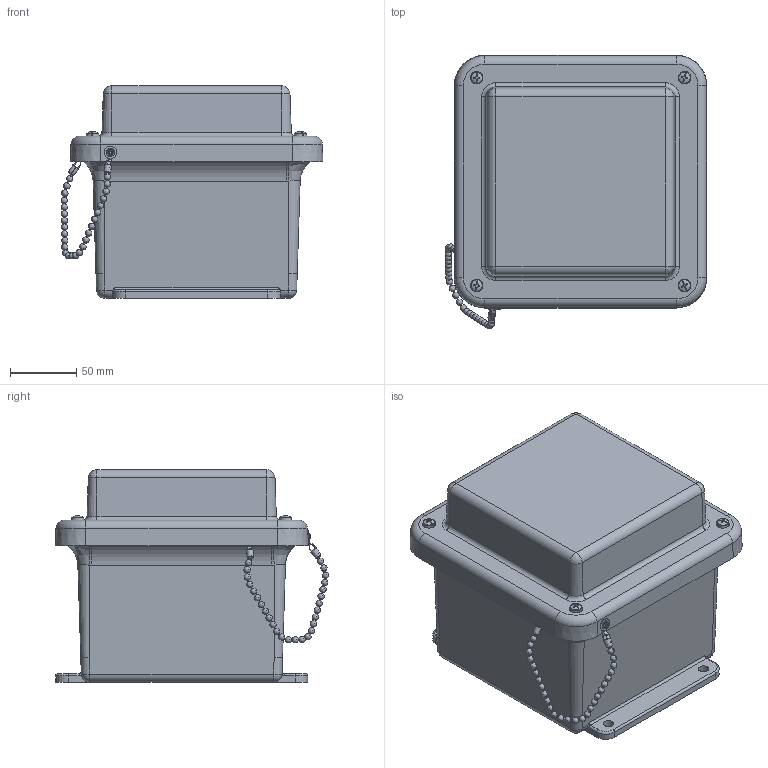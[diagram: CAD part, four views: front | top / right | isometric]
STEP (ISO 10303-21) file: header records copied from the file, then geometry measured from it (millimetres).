
FILE_DESCRIPTION(/* description */ (''),/* implementation_level */ '2;1');
FILE_NAME(/* name */ 'HW-RHJ60606SC.stp',/* time_stamp */ '2014-04-02T13:47:53-05:00',/* author */ ('jtigges'),/* organization */ (''),/* preprocessor_version */ 'ST-DEVELOPER v15.2',/* originating_system */ 'Autodesk Inventor 2014',/* authorisation */ '');
FILE_SCHEMA (('AUTOMOTIVE_DESIGN { 1 0 10303 214 3 1 1 }'));
Length unit declared in the file: inch
Products named in the file (21): J606W_2; RMINS45821P_125; RMINS45821P_126; RMINS45821P_127; RMINS45821P_128; RMINS45821P_129; RMINS45821P_130; RMINS45821P_131; RMINS45821P_132; J606BW; RJ606WCVR; GASKET_606; WP606WU; RMSC10X063PHCPH; RMRIV44; RMWAS283X126X026; END; CURVED CHAIN_606; 10SS_606; RMRIV43; RJ606W_STP
Bounding box: 198.11 x 206.78 x 160.63 mm (x, y, z)
Volume: 658277.6 mm3; surface area: 359012.1 mm2
Topology: 21 solids, 21 shells, 915 faces, 2304 edges, 1439 vertices
Faces by surface type: cylinder 301, cone 221, plane 208, bspline 92, torus 52, sphere 41
Full cylindrical faces by diameter (mm): 3.175 x2, 3.2 x1, 3.556 x3, 3.683 x4, 3.861 x5, 3.962 x7, 3.967 x80, 4.762 x2, 4.826 x80, 5.537 x4, 6.35 x2, 6.858 x8, 7.188 x1
Entity records: 20257 total; most frequent: CARTESIAN_POINT 7883, DIRECTION 2629, ORIENTED_EDGE 2224, AXIS2_PLACEMENT_3D 1118, EDGE_CURVE 1112, EDGE_LOOP 787, VERTEX_POINT 755, ADVANCED_FACE 564
